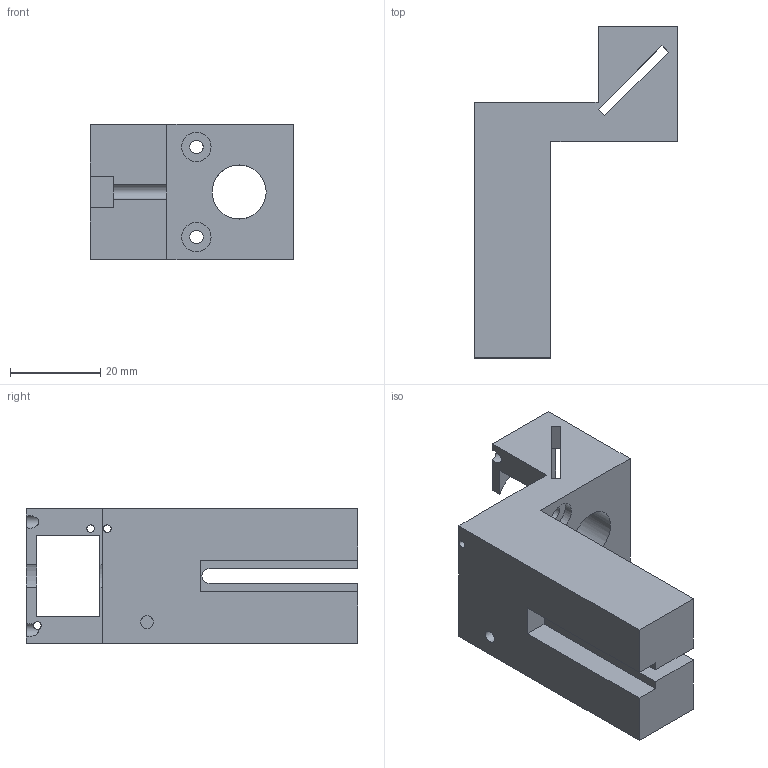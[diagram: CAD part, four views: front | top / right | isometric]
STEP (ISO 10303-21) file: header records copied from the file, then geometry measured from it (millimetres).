
FILE_DESCRIPTION(/* description */ (''),/* implementation_level */ '2;1');
FILE_NAME(/* name */ '30_XYTabel_Aliexpress_cellSTORM_lasermount.ipt.step',/* time_stamp */ '2022-11-29T08:25:04+01:00',/* author */ ('diederichbenedict'),/* organization */ (''),/* preprocessor_version */ 'ST-DEVELOPER v18.1',/* originating_system */ 'Autodesk Inventor 2022',/* authorisation */ '');
FILE_SCHEMA (('AUTOMOTIVE_DESIGN { 1 0 10303 214 3 1 1 }'));
Length unit declared in the file: millimetre
Products named in the file (1): 30_XYTabel_Aliexpress_cellSTORM_lasermount
Bounding box: 45.15 x 73.59 x 30 mm (x, y, z)
Volume: 35655.4 mm3; surface area: 12927.3 mm2
Topology: 1 solids, 1 shells, 59 faces, 189 edges, 126 vertices
Faces by surface type: plane 43, cylinder 16
Full cylindrical faces by diameter (mm): 1.7 x6, 2.8 x3, 3 x2, 6.5 x2, 12 x1
Entity records: 2308 total; most frequent: CARTESIAN_POINT 505, ORIENTED_EDGE 378, DIRECTION 352, EDGE_CURVE 189, LINE 136, VECTOR 136, VERTEX_POINT 126, AXIS2_PLACEMENT_3D 108
